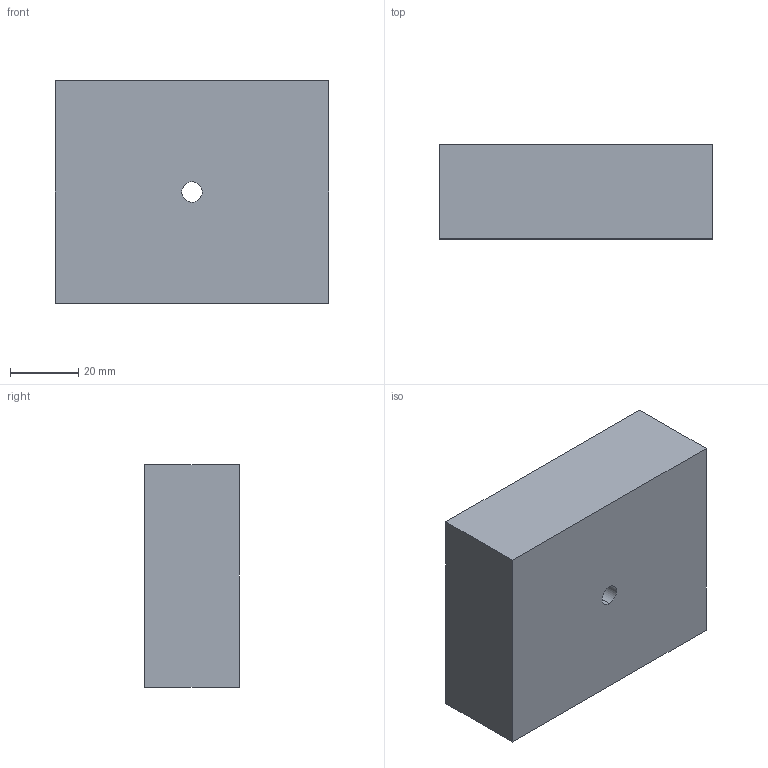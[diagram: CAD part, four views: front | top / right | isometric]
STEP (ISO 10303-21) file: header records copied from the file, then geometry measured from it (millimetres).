
FILE_DESCRIPTION (( 'STEP AP203' ), '1' );
FILE_NAME ('Die_Plate.STEP', '2024-04-17T17:38:54', ( '' ), ( '' ), 'SwSTEP 2.0', 'SolidWorks 2020', '' );
FILE_SCHEMA (( 'CONFIG_CONTROL_DESIGN' ));
Length unit declared in the file: millimetre
Products named in the file (1): Die_Plate
Bounding box: 80 x 27.5 x 65 mm (x, y, z)
Volume: 120027.5 mm3; surface area: 20633.7 mm2
Topology: 1 solids, 1 shells, 43 faces, 103 edges, 59 vertices
Faces by surface type: cone 16, bspline 10, cylinder 10, plane 7
Entity records: 4475 total; most frequent: CARTESIAN_POINT 3506, ORIENTED_EDGE 190, DIRECTION 168, EDGE_CURVE 95, AXIS2_PLACEMENT_3D 64, VERTEX_POINT 59, EDGE_LOOP 50, FACE_OUTER_BOUND 43
